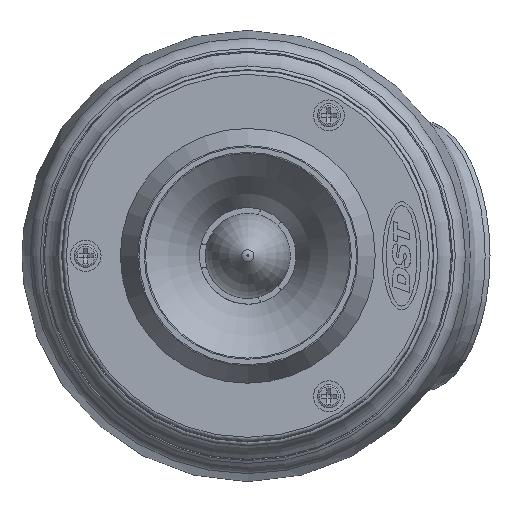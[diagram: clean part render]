
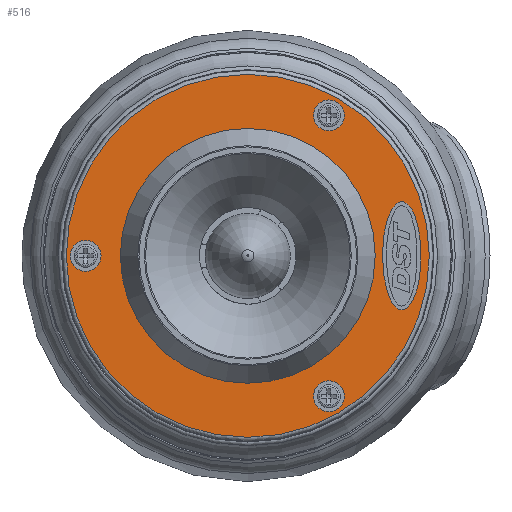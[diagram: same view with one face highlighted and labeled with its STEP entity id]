
A CAD part, top view. The second image highlights one B-rep face of the part: STEP entity #516.
In plain terms, the highlighted planar face has unit normal (0, 0, 1).
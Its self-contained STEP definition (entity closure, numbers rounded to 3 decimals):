
#516=ADVANCED_FACE('',(#2453,#2455,#2457,#2459,#2461,#2463),#2465,.T.);
#2453=FACE_BOUND('',#2454,.T.);
#2454=EDGE_LOOP('',(#4352));
#2455=FACE_BOUND('',#2456,.T.);
#2456=EDGE_LOOP('',(#4353));
#2457=FACE_BOUND('',#2458,.T.);
#2458=EDGE_LOOP('',(#4354));
#2459=FACE_BOUND('',#2460,.T.);
#2460=EDGE_LOOP('',(#4355));
#2461=FACE_BOUND('',#2462,.T.);
#2462=EDGE_LOOP('',(#4356));
#2463=FACE_BOUND('',#2464,.T.);
#2464=EDGE_LOOP('',(#4357));
#2465=PLANE('',#2466);
#2466=AXIS2_PLACEMENT_3D('',#2467,#2468,#2469);
#2467=CARTESIAN_POINT('',(0.,0.,6.5));
#2468=DIRECTION('',(0.,0.,1.));
#2469=DIRECTION('',(0.,-1.,0.));
#4352=ORIENTED_EDGE('',*,*,#5524,.T.);
#4353=ORIENTED_EDGE('',*,*,#5525,.F.);
#4354=ORIENTED_EDGE('',*,*,#5526,.T.);
#4355=ORIENTED_EDGE('',*,*,#5527,.T.);
#4356=ORIENTED_EDGE('',*,*,#5528,.T.);
#4357=ORIENTED_EDGE('',*,*,#5529,.F.);
#5524=EDGE_CURVE('',#6352,#6352,#6353,.T.);
#5525=EDGE_CURVE('',#6354,#6354,#6355,.T.);
#5526=EDGE_CURVE('',#6356,#6356,#6357,.F.);
#5527=EDGE_CURVE('',#6358,#6358,#6359,.F.);
#5528=EDGE_CURVE('',#6360,#6360,#6361,.F.);
#5529=EDGE_CURVE('',#6362,#6362,#6363,.T.);
#6352=VERTEX_POINT('',#9066);
#6353=CIRCLE('',#9067,47.);
#6354=VERTEX_POINT('',#9071);
#6355=(BOUNDED_CURVE()B_SPLINE_CURVE(3,
(#9072,#9073,#9074,#9075,#9076,#9077,#9078),
.UNSPECIFIED.,.T.,.F.)B_SPLINE_CURVE_WITH_KNOTS((4,3,4),
(0.,0.5,1.),
.UNSPECIFIED.)CURVE()GEOMETRIC_REPRESENTATION_ITEM()RATIONAL_B_SPLINE_CURVE((1.,
0.333,0.333,1.,0.333,0.333,1.))
REPRESENTATION_ITEM(''));
#6356=VERTEX_POINT('',#9079);
#6357=CIRCLE('',#9080,4.);
#6358=VERTEX_POINT('',#9084);
#6359=CIRCLE('',#9085,4.);
#6360=VERTEX_POINT('',#9089);
#6361=CIRCLE('',#9090,4.);
#6362=VERTEX_POINT('',#9094);
#6363=CIRCLE('',#9095,33.);
#9066=CARTESIAN_POINT('',(0.,-47.,6.5));
#9067=AXIS2_PLACEMENT_3D('',#9068,#9069,#9070);
#9068=CARTESIAN_POINT('',(0.,0.,6.5));
#9069=DIRECTION('',(0.,0.,1.));
#9070=DIRECTION('',(0.,-1.,0.));
#9071=CARTESIAN_POINT('',(39.878,14.,6.5));
#9072=CARTESIAN_POINT('',(39.878,14.,6.5));
#9073=CARTESIAN_POINT('',(29.878,14.,6.5));
#9074=CARTESIAN_POINT('',(29.878,-14.,6.5));
#9075=CARTESIAN_POINT('',(39.878,-14.,6.5));
#9076=CARTESIAN_POINT('',(49.878,-14.,6.5));
#9077=CARTESIAN_POINT('',(49.878,14.,6.5));
#9078=CARTESIAN_POINT('',(39.878,14.,6.5));
#9079=CARTESIAN_POINT('',(-42.,4.,6.5));
#9080=AXIS2_PLACEMENT_3D('',#9081,#9082,#9083);
#9081=CARTESIAN_POINT('',(-42.,0.,6.5));
#9082=DIRECTION('',(0.,0.,1.));
#9083=DIRECTION('',(0.,1.,0.));
#9084=CARTESIAN_POINT('',(21.,-32.373,6.5));
#9085=AXIS2_PLACEMENT_3D('',#9086,#9087,#9088);
#9086=CARTESIAN_POINT('',(21.,-36.373,6.5));
#9087=DIRECTION('',(0.,0.,1.));
#9088=DIRECTION('',(0.,1.,0.));
#9089=CARTESIAN_POINT('',(21.,40.373,6.5));
#9090=AXIS2_PLACEMENT_3D('',#9091,#9092,#9093);
#9091=CARTESIAN_POINT('',(21.,36.373,6.5));
#9092=DIRECTION('',(0.,0.,1.));
#9093=DIRECTION('',(0.,1.,0.));
#9094=CARTESIAN_POINT('',(0.,-33.,6.5));
#9095=AXIS2_PLACEMENT_3D('',#9096,#9097,#9098);
#9096=CARTESIAN_POINT('',(0.,0.,6.5));
#9097=DIRECTION('',(0.,0.,1.));
#9098=DIRECTION('',(0.,-1.,0.));
